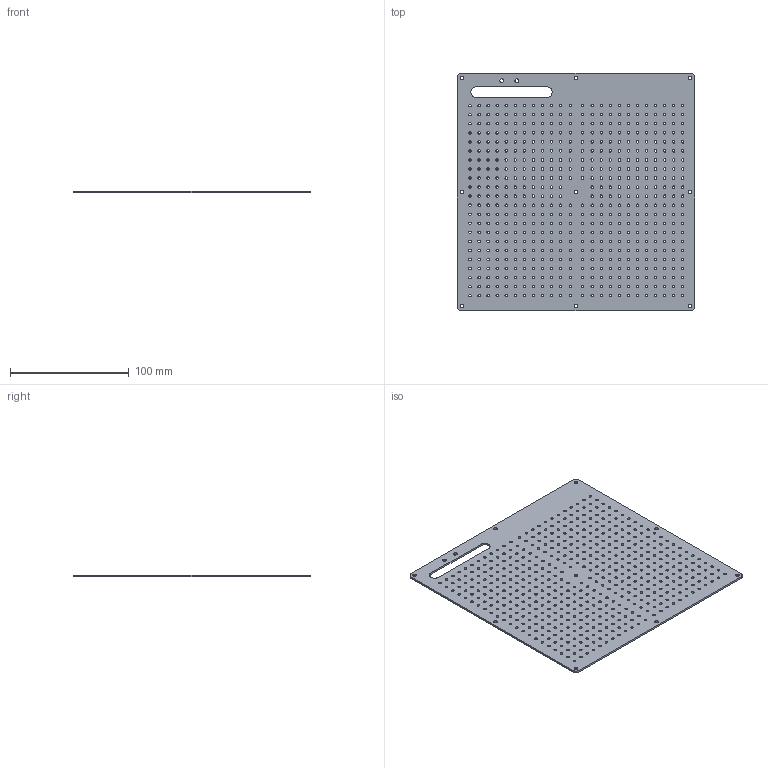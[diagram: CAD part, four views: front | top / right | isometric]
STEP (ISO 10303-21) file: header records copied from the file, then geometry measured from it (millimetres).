
FILE_DESCRIPTION(('KiCad electronic assembly'),'2;1');
FILE_NAME('Heater.step','2021-09-19T13:21:44',('An Author'),('A Company' ),'Open CASCADE STEP processor 6.9','KiCad to STEP converter', 'Unknown');
FILE_SCHEMA(('AUTOMOTIVE_DESIGN { 1 0 10303 214 1 1 1 1 }'));
Length unit declared in the file: millimetre
Products named in the file (2): Open CASCADE STEP translator 6.9 1; COMPOUND
Assembly tree (1 placements, depth 2):
  Open CASCADE STEP translator 6.9 1
    COMPOUND
Bounding box: 200 x 200 x 1.6 mm (x, y, z)
Volume: 59984.2 mm3; surface area: 82193.2 mm2
Topology: 1 solids, 1 shells, 549 faces, 1641 edges, 1094 vertices
Faces by surface type: cylinder 541, plane 8
Full cylindrical faces by diameter (mm): 2.1 x524, 3.2 x11
Entity records: 42681 total; most frequent: DIRECTION 7107, CARTESIAN_POINT 6568, ORIENTED_EDGE 3282, PCURVE 3282, DEFINITIONAL_REPRESENTATION 3282, LINE 2759, VECTOR 2759, CIRCLE 2164
